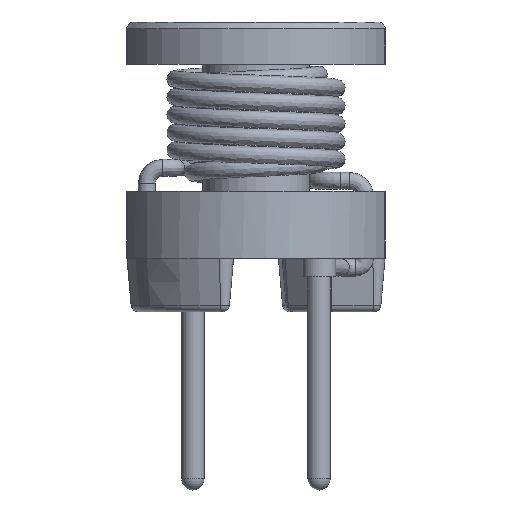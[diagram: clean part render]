
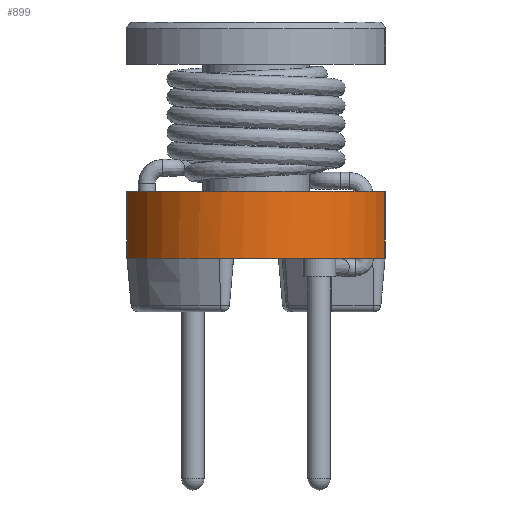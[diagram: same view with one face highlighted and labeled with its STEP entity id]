
A CAD part, front view. The second image highlights one B-rep face of the part: STEP entity #899.
In plain terms, the highlighted cylindrical face has radius 3 mm (diameter 6 mm), a partial arc.
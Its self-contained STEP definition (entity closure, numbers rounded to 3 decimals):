
#521 = VERTEX_POINT('',#522);
#522 = CARTESIAN_POINT('',(2.886,-0.821,1.2));
#529 = EDGE_CURVE('',#521,#530,#532,.T.);
#530 = VERTEX_POINT('',#531);
#531 = CARTESIAN_POINT('',(-0.821,-2.886,1.2));
#532 = CIRCLE('',#533,3.);
#533 = AXIS2_PLACEMENT_3D('',#534,#535,#536);
#534 = CARTESIAN_POINT('',(0.,0.,1.2));
#535 = DIRECTION('',(0.,0.,-1.));
#536 = DIRECTION('',(1.,0.,0.));
#590 = VERTEX_POINT('',#591);
#591 = CARTESIAN_POINT('',(-2.886,-0.821,1.2));
#899 = ADVANCED_FACE('',(#900),#933,.T.);
#900 = FACE_BOUND('',#901,.T.);
#901 = EDGE_LOOP('',(#902,#909,#910,#918,#927));
#902 = ORIENTED_EDGE('',*,*,#903,.T.);
#903 = EDGE_CURVE('',#590,#530,#904,.T.);
#904 = CIRCLE('',#905,3.);
#905 = AXIS2_PLACEMENT_3D('',#906,#907,#908);
#906 = CARTESIAN_POINT('',(0.,0.,1.2));
#907 = DIRECTION('',(0.,0.,1.));
#908 = DIRECTION('',(1.,0.,0.));
#909 = ORIENTED_EDGE('',*,*,#529,.F.);
#910 = ORIENTED_EDGE('',*,*,#911,.F.);
#911 = EDGE_CURVE('',#912,#521,#914,.T.);
#912 = VERTEX_POINT('',#913);
#913 = CARTESIAN_POINT('',(2.886,-0.821,2.7));
#914 = LINE('',#915,#916);
#915 = CARTESIAN_POINT('',(2.886,-0.821,2.7));
#916 = VECTOR('',#917,1.);
#917 = DIRECTION('',(0.,0.,-1.));
#918 = ORIENTED_EDGE('',*,*,#919,.T.);
#919 = EDGE_CURVE('',#912,#920,#922,.T.);
#920 = VERTEX_POINT('',#921);
#921 = CARTESIAN_POINT('',(-2.886,-0.821,2.7));
#922 = CIRCLE('',#923,3.);
#923 = AXIS2_PLACEMENT_3D('',#924,#925,#926);
#924 = CARTESIAN_POINT('',(0.,0.,2.7));
#925 = DIRECTION('',(0.,0.,-1.));
#926 = DIRECTION('',(1.,0.,0.));
#927 = ORIENTED_EDGE('',*,*,#928,.T.);
#928 = EDGE_CURVE('',#920,#590,#929,.T.);
#929 = LINE('',#930,#931);
#930 = CARTESIAN_POINT('',(-2.886,-0.821,2.7));
#931 = VECTOR('',#932,1.);
#932 = DIRECTION('',(0.,0.,-1.));
#933 = CYLINDRICAL_SURFACE('',#934,3.);
#934 = AXIS2_PLACEMENT_3D('',#935,#936,#937);
#935 = CARTESIAN_POINT('',(0.,0.,2.7));
#936 = DIRECTION('',(0.,0.,-1.));
#937 = DIRECTION('',(-1.,0.,0.));
